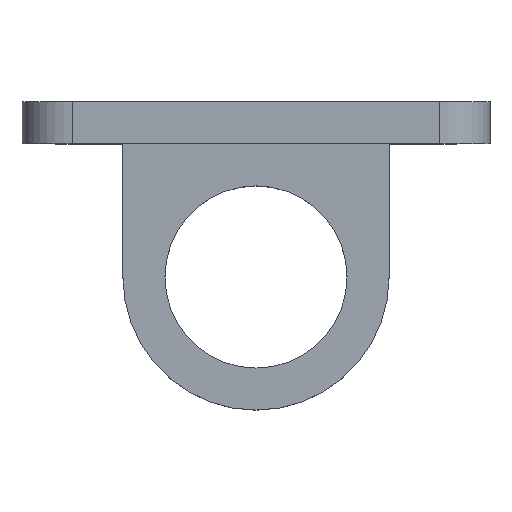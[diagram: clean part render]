
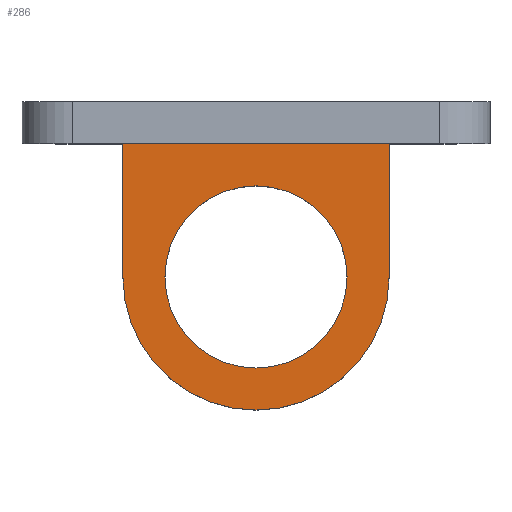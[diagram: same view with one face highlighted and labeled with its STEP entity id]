
A CAD part, top view. The second image highlights one B-rep face of the part: STEP entity #286.
In plain terms, the highlighted planar face has unit normal (0, 0, 1).
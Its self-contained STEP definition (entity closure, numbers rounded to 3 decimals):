
#1 = DIRECTION ( 'NONE',  ( 1., 0., 0. ) ) ;
#21 = CARTESIAN_POINT ( 'NONE',  ( -9.5, 0., 5. ) ) ;
#45 = ORIENTED_EDGE ( 'NONE', *, *, #142, .T. ) ;
#56 = CARTESIAN_POINT ( 'NONE',  ( 9.5, 0., 5. ) ) ;
#61 = ORIENTED_EDGE ( 'NONE', *, *, #104, .T. ) ;
#66 = DIRECTION ( 'NONE',  ( -1., 0., 0. ) ) ;
#80 = CARTESIAN_POINT ( 'NONE',  ( 0., 0., 5. ) ) ;
#89 = EDGE_CURVE ( 'NONE', #143, #186, #403, .T. ) ;
#104 = EDGE_CURVE ( 'NONE', #327, #140, #454, .T. ) ;
#111 = VECTOR ( 'NONE', #510, 1000. ) ;
#117 = VERTEX_POINT ( 'NONE', #128 ) ;
#126 = AXIS2_PLACEMENT_3D ( 'NONE', #424, #517, #1 ) ;
#128 = CARTESIAN_POINT ( 'NONE',  ( -9.5, 9.5, 5. ) ) ;
#140 = VERTEX_POINT ( 'NONE', #315 ) ;
#141 = DIRECTION ( 'NONE',  ( 0., 0., 1. ) ) ;
#142 = EDGE_CURVE ( 'NONE', #117, #297, #410, .T. ) ;
#143 = VERTEX_POINT ( 'NONE', #598 ) ;
#149 = LINE ( 'NONE', #383, #330 ) ;
#178 = EDGE_CURVE ( 'NONE', #297, #327, #259, .T. ) ;
#186 = VERTEX_POINT ( 'NONE', #221 ) ;
#208 = ORIENTED_EDGE ( 'NONE', *, *, #89, .F. ) ;
#209 = DIRECTION ( 'NONE',  ( 1., 0., 0. ) ) ;
#215 = ORIENTED_EDGE ( 'NONE', *, *, #371, .T. ) ;
#221 = CARTESIAN_POINT ( 'NONE',  ( 6.5, 0., 5. ) ) ;
#235 = DIRECTION ( 'NONE',  ( 0., 0., 1. ) ) ;
#255 = CARTESIAN_POINT ( 'NONE',  ( 9.5, 0., 5. ) ) ;
#257 = DIRECTION ( 'NONE',  ( 0., 1., 0. ) ) ;
#258 = DIRECTION ( 'NONE',  ( 0., 0., 1. ) ) ;
#259 = CIRCLE ( 'NONE', #472, 9.5 ) ;
#275 = CARTESIAN_POINT ( 'NONE',  ( -9.5, 0., 5. ) ) ;
#278 = CARTESIAN_POINT ( 'NONE',  ( 0., 0., 5. ) ) ;
#280 = EDGE_CURVE ( 'NONE', #186, #143, #382, .T. ) ;
#283 = CARTESIAN_POINT ( 'NONE',  ( 0., 0., 5. ) ) ;
#286 = ADVANCED_FACE ( 'NONE', ( #378, #601 ), #420, .T. ) ;
#288 = EDGE_LOOP ( 'NONE', ( #215, #45, #580, #61 ) ) ;
#297 = VERTEX_POINT ( 'NONE', #275 ) ;
#315 = CARTESIAN_POINT ( 'NONE',  ( 9.5, 9.5, 5. ) ) ;
#327 = VERTEX_POINT ( 'NONE', #56 ) ;
#330 = VECTOR ( 'NONE', #66, 1000. ) ;
#371 = EDGE_CURVE ( 'NONE', #140, #117, #149, .T. ) ;
#374 = VECTOR ( 'NONE', #257, 1000. ) ;
#378 = FACE_OUTER_BOUND ( 'NONE', #288, .T. ) ;
#382 = CIRCLE ( 'NONE', #485, 6.5 ) ;
#383 = CARTESIAN_POINT ( 'NONE',  ( -9.5, 9.5, 5. ) ) ;
#390 = ORIENTED_EDGE ( 'NONE', *, *, #280, .F. ) ;
#403 = CIRCLE ( 'NONE', #411, 6.5 ) ;
#410 = LINE ( 'NONE', #21, #111 ) ;
#411 = AXIS2_PLACEMENT_3D ( 'NONE', #80, #258, #209 ) ;
#420 = PLANE ( 'NONE',  #126 ) ;
#424 = CARTESIAN_POINT ( 'NONE',  ( 0., 0., 5. ) ) ;
#454 = LINE ( 'NONE', #255, #374 ) ;
#472 = AXIS2_PLACEMENT_3D ( 'NONE', #278, #141, #514 ) ;
#485 = AXIS2_PLACEMENT_3D ( 'NONE', #283, #235, #562 ) ;
#510 = DIRECTION ( 'NONE',  ( 0., -1., 0. ) ) ;
#514 = DIRECTION ( 'NONE',  ( 1., 0., 0. ) ) ;
#517 = DIRECTION ( 'NONE',  ( 0., 0., 1. ) ) ;
#562 = DIRECTION ( 'NONE',  ( 1., 0., 0. ) ) ;
#577 = EDGE_LOOP ( 'NONE', ( #208, #390 ) ) ;
#580 = ORIENTED_EDGE ( 'NONE', *, *, #178, .T. ) ;
#598 = CARTESIAN_POINT ( 'NONE',  ( -6.5, 0., 5. ) ) ;
#601 = FACE_BOUND ( 'NONE', #577, .T. ) ;
